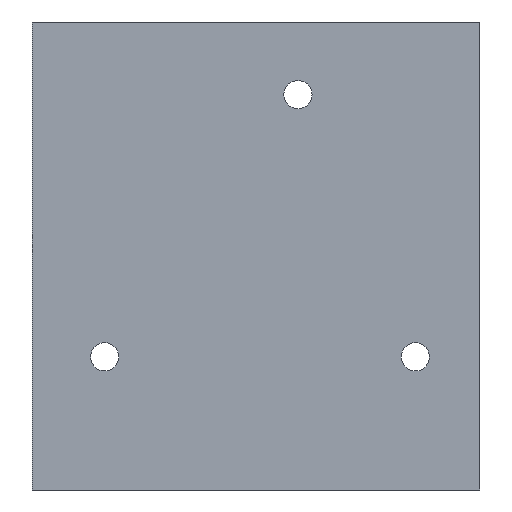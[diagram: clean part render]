
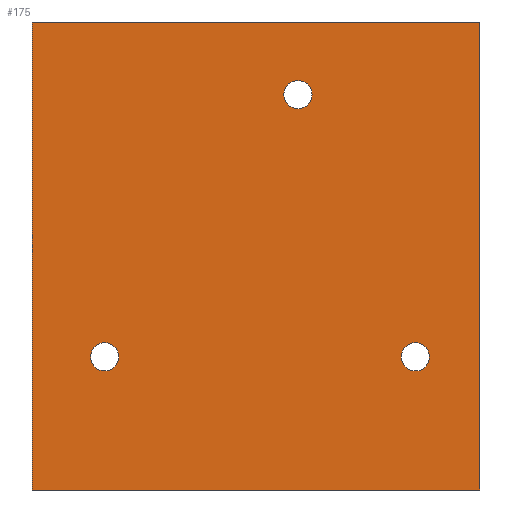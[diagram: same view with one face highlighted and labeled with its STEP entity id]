
A CAD part, front view. The second image highlights one B-rep face of the part: STEP entity #175.
In plain terms, the highlighted planar face has unit normal (0, -1, 0).
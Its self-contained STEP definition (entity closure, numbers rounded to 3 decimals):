
#18=FACE_BOUND('',#48,.T.);
#19=FACE_BOUND('',#49,.T.);
#20=FACE_BOUND('',#50,.T.);
#26=PLANE('',#213);
#35=FACE_OUTER_BOUND('',#47,.T.);
#47=EDGE_LOOP('',(#157,#158,#159,#160));
#48=EDGE_LOOP('',(#161));
#49=EDGE_LOOP('',(#162));
#50=EDGE_LOOP('',(#163));
#54=LINE('',#283,#69);
#58=LINE('',#291,#73);
#61=LINE('',#297,#76);
#64=LINE('',#302,#79);
#69=VECTOR('',#239,10.);
#73=VECTOR('',#245,10.);
#76=VECTOR('',#250,10.);
#79=VECTOR('',#255,10.);
#82=CIRCLE('',#201,1.75);
#84=CIRCLE('',#204,1.75);
#86=CIRCLE('',#207,1.75);
#88=VERTEX_POINT('',#265);
#90=VERTEX_POINT('',#271);
#92=VERTEX_POINT('',#277);
#93=VERTEX_POINT('',#281);
#94=VERTEX_POINT('',#282);
#97=VERTEX_POINT('',#290);
#99=VERTEX_POINT('',#296);
#103=EDGE_CURVE('',#88,#88,#82,.T.);
#106=EDGE_CURVE('',#90,#90,#84,.T.);
#109=EDGE_CURVE('',#92,#92,#86,.T.);
#110=EDGE_CURVE('',#93,#94,#54,.T.);
#114=EDGE_CURVE('',#97,#93,#58,.T.);
#117=EDGE_CURVE('',#99,#97,#61,.T.);
#120=EDGE_CURVE('',#94,#99,#64,.T.);
#157=ORIENTED_EDGE('',*,*,#120,.F.);
#158=ORIENTED_EDGE('',*,*,#110,.F.);
#159=ORIENTED_EDGE('',*,*,#114,.F.);
#160=ORIENTED_EDGE('',*,*,#117,.F.);
#161=ORIENTED_EDGE('',*,*,#109,.F.);
#162=ORIENTED_EDGE('',*,*,#106,.F.);
#163=ORIENTED_EDGE('',*,*,#103,.F.);
#175=ADVANCED_FACE('',(#35,#18,#19,#20),#26,.F.);
#201=AXIS2_PLACEMENT_3D('',#267,#221,#222);
#204=AXIS2_PLACEMENT_3D('',#273,#228,#229);
#207=AXIS2_PLACEMENT_3D('',#279,#235,#236);
#213=AXIS2_PLACEMENT_3D('',#305,#259,#260);
#221=DIRECTION('center_axis',(0.,-1.,0.));
#222=DIRECTION('ref_axis',(1.,0.,0.));
#228=DIRECTION('center_axis',(0.,-1.,0.));
#229=DIRECTION('ref_axis',(1.,0.,0.));
#235=DIRECTION('center_axis',(0.,-1.,0.));
#236=DIRECTION('ref_axis',(1.,0.,0.));
#239=DIRECTION('',(0.,0.,1.));
#245=DIRECTION('',(-1.,0.,0.));
#250=DIRECTION('',(0.,0.,-1.));
#255=DIRECTION('',(1.,0.,0.));
#259=DIRECTION('center_axis',(0.,1.,0.));
#260=DIRECTION('ref_axis',(0.,0.,1.));
#265=CARTESIAN_POINT('',(2.25,0.,-36.5));
#267=CARTESIAN_POINT('Origin',(4.,0.,-36.5));
#271=CARTESIAN_POINT('',(40.75,0.,-36.5));
#273=CARTESIAN_POINT('Origin',(42.5,0.,-36.5));
#277=CARTESIAN_POINT('',(26.2,0.,-4.));
#279=CARTESIAN_POINT('Origin',(27.95,0.,-4.));
#281=CARTESIAN_POINT('',(-5.,0.,-53.));
#282=CARTESIAN_POINT('',(-5.,0.,5.));
#283=CARTESIAN_POINT('',(-5.,0.,-53.));
#290=CARTESIAN_POINT('',(50.5,0.,-53.));
#291=CARTESIAN_POINT('',(50.5,0.,-53.));
#296=CARTESIAN_POINT('',(50.5,0.,5.));
#297=CARTESIAN_POINT('',(50.5,0.,5.));
#302=CARTESIAN_POINT('',(-5.,0.,5.));
#305=CARTESIAN_POINT('Origin',(22.75,0.,-24.));
